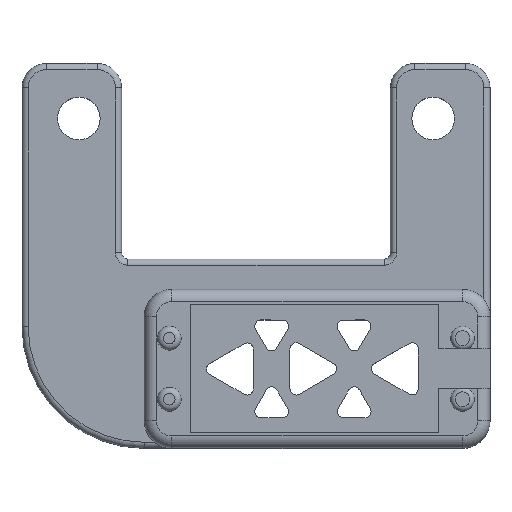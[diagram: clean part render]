
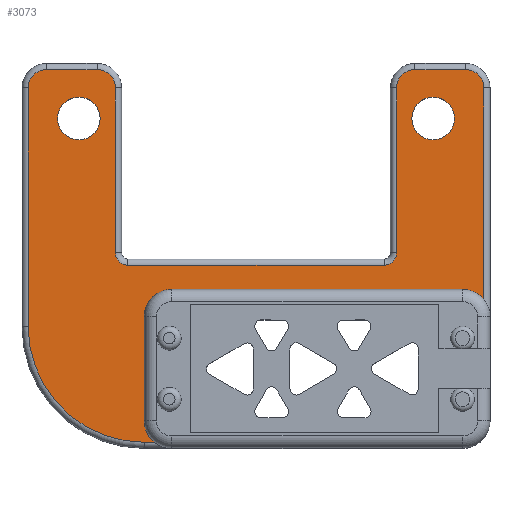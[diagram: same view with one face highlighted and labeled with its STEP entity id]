
A CAD part, top view. The second image highlights one B-rep face of the part: STEP entity #3073.
In plain terms, the highlighted planar face has unit normal (0, 0, 1).
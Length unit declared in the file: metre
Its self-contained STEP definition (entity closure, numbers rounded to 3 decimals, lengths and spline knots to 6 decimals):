
#120=CIRCLE('',#3256,0.0035);
#124=CIRCLE('',#3262,0.0035);
#155=CIRCLE('',#3301,0.0045);
#156=CIRCLE('',#3302,0.0045);
#157=CIRCLE('',#3303,0.0045);
#158=CIRCLE('',#3304,0.003);
#159=CIRCLE('',#3305,0.003);
#160=CIRCLE('',#3306,0.002);
#161=CIRCLE('',#3307,0.002);
#162=CIRCLE('',#3308,0.003);
#163=CIRCLE('',#3309,0.003);
#164=CIRCLE('',#3310,0.019);
#400=ORIENTED_EDGE('',*,*,#1240,.T.);
#401=ORIENTED_EDGE('',*,*,#1244,.T.);
#402=ORIENTED_EDGE('',*,*,#1316,.F.);
#403=ORIENTED_EDGE('',*,*,#1317,.T.);
#404=ORIENTED_EDGE('',*,*,#1228,.F.);
#405=ORIENTED_EDGE('',*,*,#1318,.T.);
#406=ORIENTED_EDGE('',*,*,#1319,.F.);
#407=ORIENTED_EDGE('',*,*,#1320,.T.);
#408=ORIENTED_EDGE('',*,*,#1321,.F.);
#409=ORIENTED_EDGE('',*,*,#1322,.F.);
#410=ORIENTED_EDGE('',*,*,#1323,.F.);
#411=ORIENTED_EDGE('',*,*,#1324,.F.);
#412=ORIENTED_EDGE('',*,*,#1325,.F.);
#413=ORIENTED_EDGE('',*,*,#1326,.F.);
#414=ORIENTED_EDGE('',*,*,#1327,.F.);
#415=ORIENTED_EDGE('',*,*,#1328,.F.);
#416=ORIENTED_EDGE('',*,*,#1329,.F.);
#417=ORIENTED_EDGE('',*,*,#1330,.F.);
#418=ORIENTED_EDGE('',*,*,#1331,.F.);
#419=ORIENTED_EDGE('',*,*,#1332,.F.);
#420=ORIENTED_EDGE('',*,*,#1333,.F.);
#421=ORIENTED_EDGE('',*,*,#1334,.F.);
#1228=EDGE_CURVE('',#1690,#1691,#1993,.T.);
#1240=EDGE_CURVE('',#1702,#1702,#120,.T.);
#1244=EDGE_CURVE('',#1706,#1706,#124,.T.);
#1316=EDGE_CURVE('',#1772,#1773,#2040,.T.);
#1317=EDGE_CURVE('',#1772,#1691,#155,.T.);
#1318=EDGE_CURVE('',#1690,#1774,#156,.T.);
#1319=EDGE_CURVE('',#1775,#1774,#2041,.T.);
#1320=EDGE_CURVE('',#1775,#1776,#157,.T.);
#1321=EDGE_CURVE('',#1777,#1776,#2042,.T.);
#1322=EDGE_CURVE('',#1778,#1777,#158,.T.);
#1323=EDGE_CURVE('',#1779,#1778,#2043,.T.);
#1324=EDGE_CURVE('',#1780,#1779,#159,.T.);
#1325=EDGE_CURVE('',#1781,#1780,#2044,.T.);
#1326=EDGE_CURVE('',#1782,#1781,#160,.T.);
#1327=EDGE_CURVE('',#1783,#1782,#2045,.T.);
#1328=EDGE_CURVE('',#1784,#1783,#161,.T.);
#1329=EDGE_CURVE('',#1785,#1784,#2046,.T.);
#1330=EDGE_CURVE('',#1786,#1785,#162,.T.);
#1331=EDGE_CURVE('',#1787,#1786,#2047,.T.);
#1332=EDGE_CURVE('',#1788,#1787,#163,.T.);
#1333=EDGE_CURVE('',#1789,#1788,#2048,.T.);
#1334=EDGE_CURVE('',#1773,#1789,#164,.T.);
#1690=VERTEX_POINT('',#4601);
#1691=VERTEX_POINT('',#4603);
#1702=VERTEX_POINT('',#4629);
#1706=VERTEX_POINT('',#4639);
#1772=VERTEX_POINT('',#4785);
#1773=VERTEX_POINT('',#4786);
#1774=VERTEX_POINT('',#4789);
#1775=VERTEX_POINT('',#4791);
#1776=VERTEX_POINT('',#4793);
#1777=VERTEX_POINT('',#4795);
#1778=VERTEX_POINT('',#4797);
#1779=VERTEX_POINT('',#4799);
#1780=VERTEX_POINT('',#4801);
#1781=VERTEX_POINT('',#4803);
#1782=VERTEX_POINT('',#4805);
#1783=VERTEX_POINT('',#4807);
#1784=VERTEX_POINT('',#4809);
#1785=VERTEX_POINT('',#4811);
#1786=VERTEX_POINT('',#4813);
#1787=VERTEX_POINT('',#4815);
#1788=VERTEX_POINT('',#4817);
#1789=VERTEX_POINT('',#4819);
#1993=LINE('',#4602,#2278);
#2040=LINE('',#4784,#2325);
#2041=LINE('',#4790,#2326);
#2042=LINE('',#4794,#2327);
#2043=LINE('',#4798,#2328);
#2044=LINE('',#4802,#2329);
#2045=LINE('',#4806,#2330);
#2046=LINE('',#4810,#2331);
#2047=LINE('',#4814,#2332);
#2048=LINE('',#4818,#2333);
#2278=VECTOR('',#3616,1.);
#2325=VECTOR('',#3771,1.);
#2326=VECTOR('',#3776,1.);
#2327=VECTOR('',#3779,1.);
#2328=VECTOR('',#3782,1.);
#2329=VECTOR('',#3785,1.);
#2330=VECTOR('',#3788,1.);
#2331=VECTOR('',#3791,1.);
#2332=VECTOR('',#3794,1.);
#2333=VECTOR('',#3797,1.);
#2576=EDGE_LOOP('',(#400));
#2577=EDGE_LOOP('',(#401));
#2578=EDGE_LOOP('',(#402,#403,#404,#405,#406,#407,#408,#409,#410,#411,#412,
#413,#414,#415,#416,#417,#418,#419,#420,#421));
#2794=FACE_BOUND('',#2576,.T.);
#2795=FACE_BOUND('',#2577,.T.);
#2796=FACE_BOUND('',#2578,.T.);
#2991=PLANE('',#3300);
#3073=ADVANCED_FACE('',(#2794,#2795,#2796),#2991,.T.);
#3256=AXIS2_PLACEMENT_3D('',#4628,#3640,#3641);
#3262=AXIS2_PLACEMENT_3D('',#4638,#3652,#3653);
#3300=AXIS2_PLACEMENT_3D('',#4783,#3769,#3770);
#3301=AXIS2_PLACEMENT_3D('',#4787,#3772,#3773);
#3302=AXIS2_PLACEMENT_3D('',#4788,#3774,#3775);
#3303=AXIS2_PLACEMENT_3D('',#4792,#3777,#3778);
#3304=AXIS2_PLACEMENT_3D('',#4796,#3780,#3781);
#3305=AXIS2_PLACEMENT_3D('',#4800,#3783,#3784);
#3306=AXIS2_PLACEMENT_3D('',#4804,#3786,#3787);
#3307=AXIS2_PLACEMENT_3D('',#4808,#3789,#3790);
#3308=AXIS2_PLACEMENT_3D('',#4812,#3792,#3793);
#3309=AXIS2_PLACEMENT_3D('',#4816,#3795,#3796);
#3310=AXIS2_PLACEMENT_3D('',#4820,#3798,#3799);
#3616=DIRECTION('',(0.,-1.,0.));
#3640=DIRECTION('',(0.,0.,-1.));
#3641=DIRECTION('',(-1.,0.,0.));
#3652=DIRECTION('',(0.,0.,-1.));
#3653=DIRECTION('',(-1.,0.,0.));
#3769=DIRECTION('',(0.,0.,1.));
#3770=DIRECTION('',(1.,0.,0.));
#3771=DIRECTION('',(-1.,0.,0.));
#3772=DIRECTION('',(0.,0.,-1.));
#3773=DIRECTION('',(-0.707,-0.707,0.));
#3774=DIRECTION('',(0.,0.,-1.));
#3775=DIRECTION('',(-0.707,0.707,0.));
#3776=DIRECTION('',(-1.,0.,0.));
#3777=DIRECTION('',(0.,0.,-1.));
#3778=DIRECTION('',(0.707,0.707,0.));
#3779=DIRECTION('',(0.,-1.,0.));
#3780=DIRECTION('',(0.,0.,-1.));
#3781=DIRECTION('',(0.707,0.707,0.));
#3782=DIRECTION('',(1.,0.,0.));
#3783=DIRECTION('',(0.,0.,-1.));
#3784=DIRECTION('',(-0.707,0.707,0.));
#3785=DIRECTION('',(0.,1.,0.));
#3786=DIRECTION('',(0.,0.,1.));
#3787=DIRECTION('',(0.707,-0.707,0.));
#3788=DIRECTION('',(1.,0.,0.));
#3789=DIRECTION('',(0.,0.,1.));
#3790=DIRECTION('',(-0.707,-0.707,0.));
#3791=DIRECTION('',(0.,-1.,0.));
#3792=DIRECTION('',(0.,0.,-1.));
#3793=DIRECTION('',(0.707,0.707,0.));
#3794=DIRECTION('',(1.,0.,0.));
#3795=DIRECTION('',(0.,0.,-1.));
#3796=DIRECTION('',(-0.707,0.707,0.));
#3797=DIRECTION('',(0.,1.,0.));
#3798=DIRECTION('',(0.,0.,-1.));
#3799=DIRECTION('',(-0.707,-0.707,0.));
#4601=CARTESIAN_POINT('',(-0.0281,0.0085,0.0068));
#4602=CARTESIAN_POINT('',(-0.0281,0.01425,0.0068));
#4603=CARTESIAN_POINT('',(-0.0281,-0.0085,0.0068));
#4628=CARTESIAN_POINT('',(-0.0388,0.041,0.0068));
#4629=CARTESIAN_POINT('',(-0.0423,0.041,0.0068));
#4638=CARTESIAN_POINT('',(0.0192,0.041,0.0068));
#4639=CARTESIAN_POINT('',(0.0157,0.041,0.0068));
#4783=CARTESIAN_POINT('',(-0.0098,0.0185,0.0068));
#4784=CARTESIAN_POINT('',(-0.016975,-0.012,0.0068));
#4785=CARTESIAN_POINT('',(-0.026428,-0.012,0.0068));
#4786=CARTESIAN_POINT('',(-0.0281,-0.012,0.0068));
#4787=CARTESIAN_POINT('',(-0.0236,-0.0085,0.0068));
#4788=CARTESIAN_POINT('',(-0.0236,0.0085,0.0068));
#4789=CARTESIAN_POINT('',(-0.0236,0.013,0.0068));
#4790=CARTESIAN_POINT('',(-0.0049,0.013,0.0068));
#4791=CARTESIAN_POINT('',(0.024,0.013,0.0068));
#4792=CARTESIAN_POINT('',(0.024,0.0085,0.0068));
#4793=CARTESIAN_POINT('',(0.0275,0.011328,0.0068));
#4794=CARTESIAN_POINT('',(0.0275,0.01425,0.0068));
#4795=CARTESIAN_POINT('',(0.0275,0.046,0.0068));
#4796=CARTESIAN_POINT('',(0.0245,0.046,0.0068));
#4797=CARTESIAN_POINT('',(0.0245,0.049,0.0068));
#4798=CARTESIAN_POINT('',(0.01435,0.049,0.0068));
#4799=CARTESIAN_POINT('',(0.0162,0.049,0.0068));
#4800=CARTESIAN_POINT('',(0.0162,0.046,0.0068));
#4801=CARTESIAN_POINT('',(0.0132,0.046,0.0068));
#4802=CARTESIAN_POINT('',(0.0132,0.03425,0.0068));
#4803=CARTESIAN_POINT('',(0.0132,0.019,0.0068));
#4804=CARTESIAN_POINT('',(0.0112,0.019,0.0068));
#4805=CARTESIAN_POINT('',(0.0112,0.017,0.0068));
#4806=CARTESIAN_POINT('',(0.0012,0.017,0.0068));
#4807=CARTESIAN_POINT('',(-0.0308,0.017,0.0068));
#4808=CARTESIAN_POINT('',(-0.0308,0.019,0.0068));
#4809=CARTESIAN_POINT('',(-0.0328,0.019,0.0068));
#4810=CARTESIAN_POINT('',(-0.0328,0.01825,0.0068));
#4811=CARTESIAN_POINT('',(-0.0328,0.046,0.0068));
#4812=CARTESIAN_POINT('',(-0.0358,0.046,0.0068));
#4813=CARTESIAN_POINT('',(-0.0358,0.049,0.0068));
#4814=CARTESIAN_POINT('',(0.01435,0.049,0.0068));
#4815=CARTESIAN_POINT('',(-0.0441,0.049,0.0068));
#4816=CARTESIAN_POINT('',(-0.0441,0.046,0.0068));
#4817=CARTESIAN_POINT('',(-0.0471,0.046,0.0068));
#4818=CARTESIAN_POINT('',(-0.0471,0.025,0.0068));
#4819=CARTESIAN_POINT('',(-0.0471,0.007,0.0068));
#4820=CARTESIAN_POINT('',(-0.0281,0.007,0.0068));
